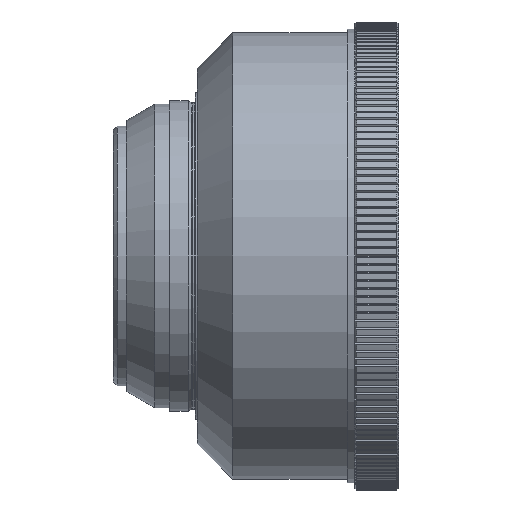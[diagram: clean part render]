
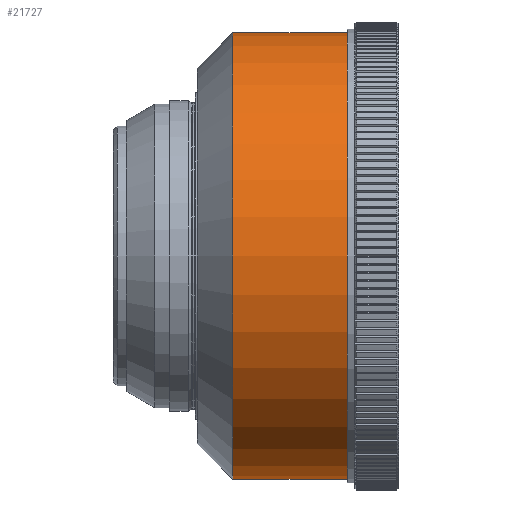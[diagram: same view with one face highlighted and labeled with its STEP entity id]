
A CAD part, front view. The second image highlights one B-rep face of the part: STEP entity #21727.
In plain terms, the highlighted cylindrical face has radius 61 mm (diameter 122 mm), a partial arc.
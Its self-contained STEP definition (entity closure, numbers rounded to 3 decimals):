
#125 = CARTESIAN_POINT ( 'NONE',  ( 54.072, 0., 61. ) ) ;
#329 = CARTESIAN_POINT ( 'NONE',  ( 22.672, 0., 61. ) ) ;
#426 = CARTESIAN_POINT ( 'NONE',  ( 54.072, 0., -61. ) ) ;
#1757 = VERTEX_POINT ( 'NONE', #329 ) ;
#6782 = CIRCLE ( 'NONE', #25482, 61. ) ;
#6797 = CIRCLE ( 'NONE', #25492, 61. ) ;
#6835 = LINE ( 'NONE', #25254, #6837 ) ;
#6837 = VECTOR ( 'NONE', #25351, 1000. ) ;
#6843 = LINE ( 'NONE', #25554, #6860 ) ;
#6860 = VECTOR ( 'NONE', #25303, 1000. ) ;
#7171 = VERTEX_POINT ( 'NONE', #125 ) ;
#7341 = VERTEX_POINT ( 'NONE', #426 ) ;
#7971 = FACE_OUTER_BOUND ( 'NONE', #23732, .T. ) ;
#7977 = CYLINDRICAL_SURFACE ( 'NONE', #14679, 61. ) ;
#8586 = CARTESIAN_POINT ( 'NONE',  ( 22.672, 0., -61. ) ) ;
#10082 = EDGE_CURVE ( 'NONE', #16775, #1757, #6782, .T. ) ;
#10105 = EDGE_CURVE ( 'NONE', #7341, #7171, #6797, .T. ) ;
#10150 = EDGE_CURVE ( 'NONE', #7341, #16775, #6835, .T. ) ;
#10177 = EDGE_CURVE ( 'NONE', #7171, #1757, #6843, .T. ) ;
#14679 = AXIS2_PLACEMENT_3D ( 'NONE', #24056, #24054, #24052 ) ;
#16775 = VERTEX_POINT ( 'NONE', #8586 ) ;
#18589 = ORIENTED_EDGE ( 'NONE', *, *, #10150, .F. ) ;
#18590 = ORIENTED_EDGE ( 'NONE', *, *, #10105, .T. ) ;
#18591 = ORIENTED_EDGE ( 'NONE', *, *, #10177, .T. ) ;
#18592 = ORIENTED_EDGE ( 'NONE', *, *, #10082, .F. ) ;
#21727 = ADVANCED_FACE ( 'NONE', ( #7971 ), #7977, .T. ) ;
#23732 = EDGE_LOOP ( 'NONE', ( #18589, #18590, #18591, #18592 ) ) ;
#24052 = DIRECTION ( 'NONE',  ( 0., 0., 1. ) ) ;
#24054 = DIRECTION ( 'NONE',  ( -1., 0., 0. ) ) ;
#24056 = CARTESIAN_POINT ( 'NONE',  ( -9.928, 0., 0. ) ) ;
#25097 = DIRECTION ( 'NONE',  ( 0., 0., 1. ) ) ;
#25254 = CARTESIAN_POINT ( 'NONE',  ( -9.928, 0., -61. ) ) ;
#25303 = DIRECTION ( 'NONE',  ( -1., 0., 0. ) ) ;
#25325 = DIRECTION ( 'NONE',  ( 0., 0., 1. ) ) ;
#25351 = DIRECTION ( 'NONE',  ( -1., 0., 0. ) ) ;
#25413 = CARTESIAN_POINT ( 'NONE',  ( 22.672, 0., 0. ) ) ;
#25469 = DIRECTION ( 'NONE',  ( -1., 0., 0. ) ) ;
#25482 = AXIS2_PLACEMENT_3D ( 'NONE', #25413, #25588, #25325 ) ;
#25492 = AXIS2_PLACEMENT_3D ( 'NONE', #25823, #25469, #25097 ) ;
#25554 = CARTESIAN_POINT ( 'NONE',  ( -9.928, 0., 61. ) ) ;
#25588 = DIRECTION ( 'NONE',  ( -1., 0., 0. ) ) ;
#25823 = CARTESIAN_POINT ( 'NONE',  ( 54.072, 0., 0. ) ) ;
